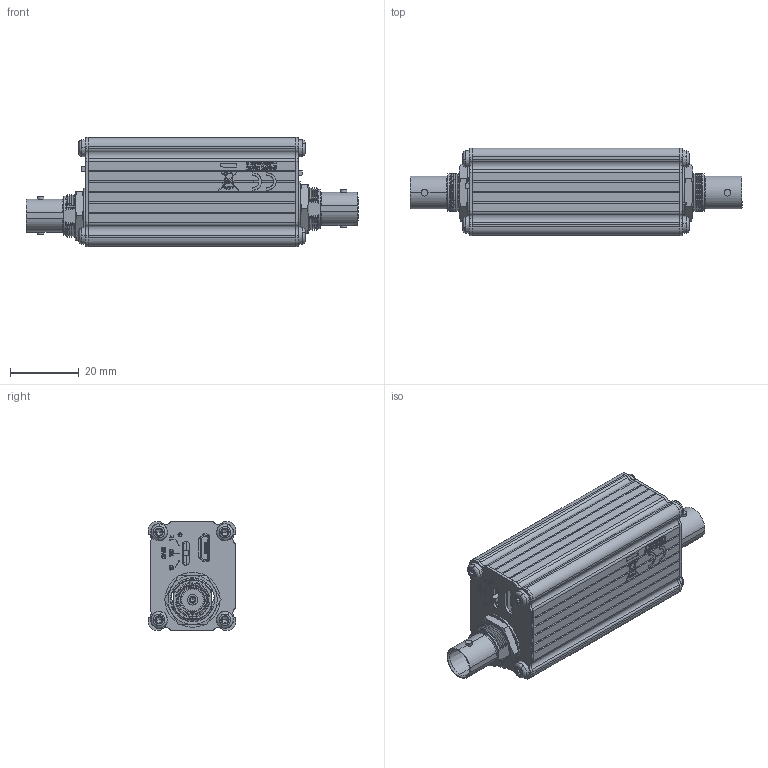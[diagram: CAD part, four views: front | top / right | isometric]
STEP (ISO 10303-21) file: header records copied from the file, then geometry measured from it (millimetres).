
FILE_DESCRIPTION (( 'STEP AP214' ), '1' );
FILE_NAME ('19.10.09_AMP200 WEB.STEP', '2019-10-09T07:20:02', ( '' ), ( '' ), 'SwSTEP 2.0', 'SolidWorks 2018', '' );
FILE_SCHEMA (( 'AUTOMOTIVE_DESIGN' ));
Length unit declared in the file: millimetre
Products named in the file (1): 19.10.09_AMP200 WEB
Bounding box: 96.65 x 25.41 x 31.75 mm (x, y, z)
Surface area: 30362.4 mm2 (no closed solid volume)
Topology: 0 solids, 34 shells, 4796 faces, 13331 edges, 8763 vertices
Faces by surface type: plane 2972, cylinder 798, bspline 715, cone 293, torus 16, sphere 2
Entity records: 245920 total; most frequent: CARTESIAN_POINT 74827, ORIENTED_EDGE 26441, DIRECTION 21217, EDGE_CURVE 13295, VECTOR 9417, LINE 9417, VERTEX_POINT 8763, AXIS2_PLACEMENT_3D 5900
